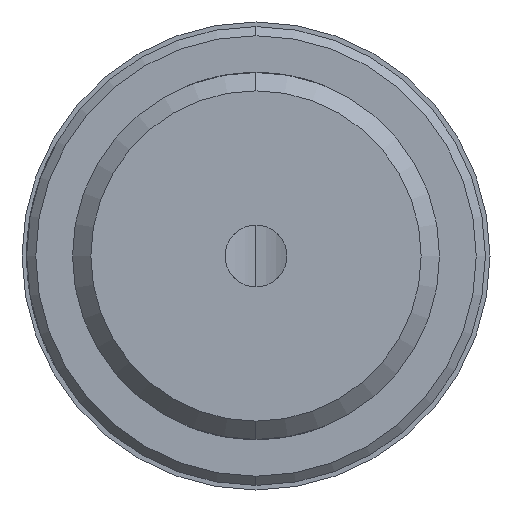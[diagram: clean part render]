
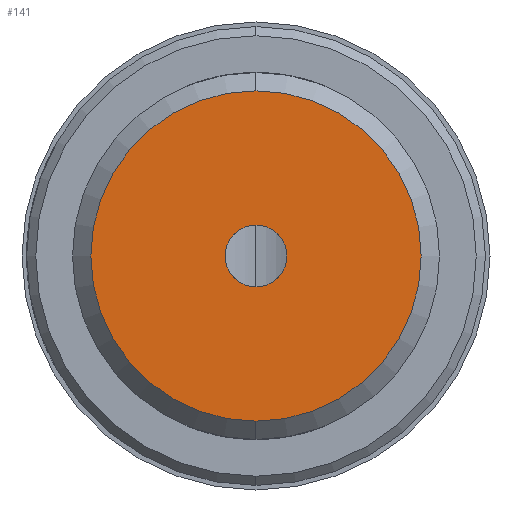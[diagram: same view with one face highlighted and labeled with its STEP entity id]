
A CAD part, left-side view. The second image highlights one B-rep face of the part: STEP entity #141.
In plain terms, the highlighted planar face has unit normal (-1, 0, 0).
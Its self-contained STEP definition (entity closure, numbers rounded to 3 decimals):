
#54 = EDGE_CURVE ( 'NONE', #508, #476, #1898, .T. ) ;
#56 = CARTESIAN_POINT ( 'NONE',  ( -42.791, 2.149, -3.375 ) ) ;
#103 = AXIS2_PLACEMENT_3D ( 'NONE', #2044, #1388, #249 ) ;
#104 = CARTESIAN_POINT ( 'NONE',  ( -42.791, 2.149, 0. ) ) ;
#141 = ADVANCED_FACE ( 'NONE', ( #2311, #2210 ), #1875, .T. ) ;
#160 = AXIS2_PLACEMENT_3D ( 'NONE', #104, #1370, #281 ) ;
#249 = DIRECTION ( 'NONE',  ( 0., 0., -1. ) ) ;
#281 = DIRECTION ( 'NONE',  ( 0., 0., -1. ) ) ;
#372 = VERTEX_POINT ( 'NONE', #2063 ) ;
#456 = AXIS2_PLACEMENT_3D ( 'NONE', #1412, #1591, #1609 ) ;
#476 = VERTEX_POINT ( 'NONE', #56 ) ;
#508 = VERTEX_POINT ( 'NONE', #1655 ) ;
#536 = ORIENTED_EDGE ( 'NONE', *, *, #54, .T. ) ;
#711 = EDGE_CURVE ( 'NONE', #476, #508, #1641, .T. ) ;
#749 = DIRECTION ( 'NONE',  ( 0., 0., 1. ) ) ;
#817 = CARTESIAN_POINT ( 'NONE',  ( -42.791, 2.149, 0. ) ) ;
#868 = EDGE_LOOP ( 'NONE', ( #996, #1965 ) ) ;
#887 = EDGE_LOOP ( 'NONE', ( #1932, #536 ) ) ;
#944 = DIRECTION ( 'NONE',  ( -1., 0., 0. ) ) ;
#990 = DIRECTION ( 'NONE',  ( 0., 0., -1. ) ) ;
#996 = ORIENTED_EDGE ( 'NONE', *, *, #1330, .F. ) ;
#1095 = CIRCLE ( 'NONE', #1950, 18. ) ;
#1215 = CIRCLE ( 'NONE', #160, 18. ) ;
#1330 = EDGE_CURVE ( 'NONE', #372, #1513, #1215, .T. ) ;
#1370 = DIRECTION ( 'NONE',  ( 1., 0., 0. ) ) ;
#1388 = DIRECTION ( 'NONE',  ( 1., 0., 0. ) ) ;
#1412 = CARTESIAN_POINT ( 'NONE',  ( -42.791, 2.149, 0. ) ) ;
#1458 = AXIS2_PLACEMENT_3D ( 'NONE', #2034, #944, #749 ) ;
#1513 = VERTEX_POINT ( 'NONE', #1549 ) ;
#1541 = EDGE_CURVE ( 'NONE', #1513, #372, #1095, .T. ) ;
#1549 = CARTESIAN_POINT ( 'NONE',  ( -42.791, 2.149, 18. ) ) ;
#1591 = DIRECTION ( 'NONE',  ( 1., 0., 0. ) ) ;
#1609 = DIRECTION ( 'NONE',  ( 0., 0., -1. ) ) ;
#1641 = CIRCLE ( 'NONE', #456, 3.375 ) ;
#1655 = CARTESIAN_POINT ( 'NONE',  ( -42.791, 2.149, 3.375 ) ) ;
#1875 = PLANE ( 'NONE',  #1458 ) ;
#1898 = CIRCLE ( 'NONE', #103, 3.375 ) ;
#1932 = ORIENTED_EDGE ( 'NONE', *, *, #711, .T. ) ;
#1950 = AXIS2_PLACEMENT_3D ( 'NONE', #817, #2093, #990 ) ;
#1965 = ORIENTED_EDGE ( 'NONE', *, *, #1541, .F. ) ;
#2034 = CARTESIAN_POINT ( 'NONE',  ( -42.791, 2.149, 0. ) ) ;
#2044 = CARTESIAN_POINT ( 'NONE',  ( -42.791, 2.149, 0. ) ) ;
#2063 = CARTESIAN_POINT ( 'NONE',  ( -42.791, 2.149, -18. ) ) ;
#2093 = DIRECTION ( 'NONE',  ( 1., 0., 0. ) ) ;
#2210 = FACE_OUTER_BOUND ( 'NONE', #868, .T. ) ;
#2311 = FACE_BOUND ( 'NONE', #887, .T. ) ;
